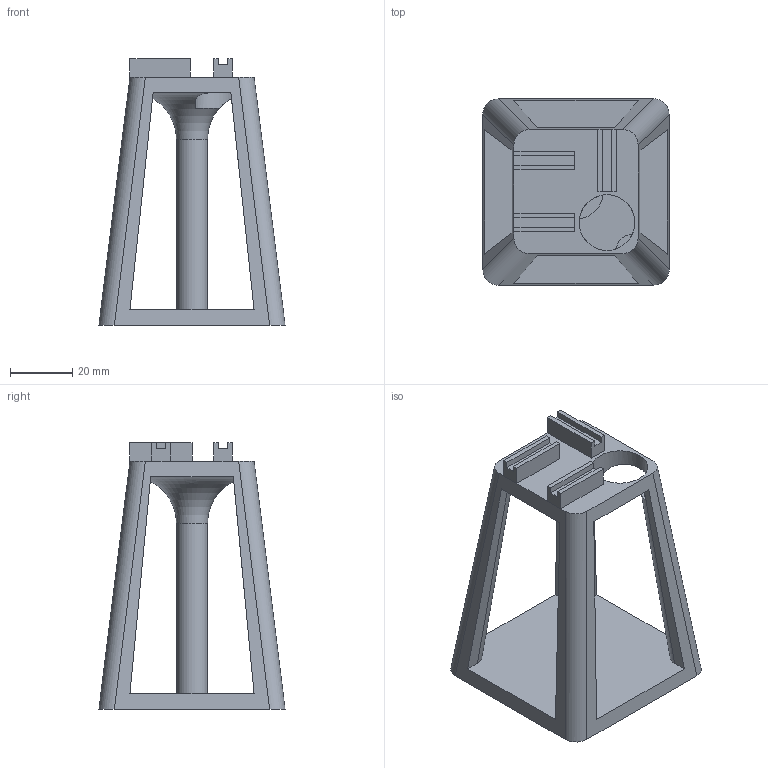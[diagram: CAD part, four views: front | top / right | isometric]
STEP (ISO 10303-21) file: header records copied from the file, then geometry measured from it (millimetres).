
FILE_DESCRIPTION(/* description */ (''),/* implementation_level */ '2;1');
FILE_NAME(/* name */ 'Foot Lift Left v1.step',/* time_stamp */ '2021-12-30T21:32:50+09:00',/* author */ (''),/* organization */ (''),/* preprocessor_version */ 'ST-DEVELOPER v18.1',/* originating_system */ 'Autodesk Translation Framework v10.10.0.1391',/* authorisation */ '');
FILE_SCHEMA (('AUTOMOTIVE_DESIGN { 1 0 10303 214 3 1 1 }'));
Length unit declared in the file: millimetre
Products named in the file (1): Foot Lift Left
Bounding box: 60 x 60 x 86 mm (x, y, z)
Volume: 51270.6 mm3; surface area: 23130.1 mm2
Topology: 1 solids, 1 shells, 56 faces, 167 edges, 109 vertices
Faces by surface type: plane 45, cylinder 10, torus 1
Full cylindrical faces by diameter (mm): 10 x1, 18 x1
Entity records: 1939 total; most frequent: CARTESIAN_POINT 360, ORIENTED_EDGE 334, DIRECTION 308, EDGE_CURVE 167, LINE 134, VECTOR 134, VERTEX_POINT 109, AXIS2_PLACEMENT_3D 87
